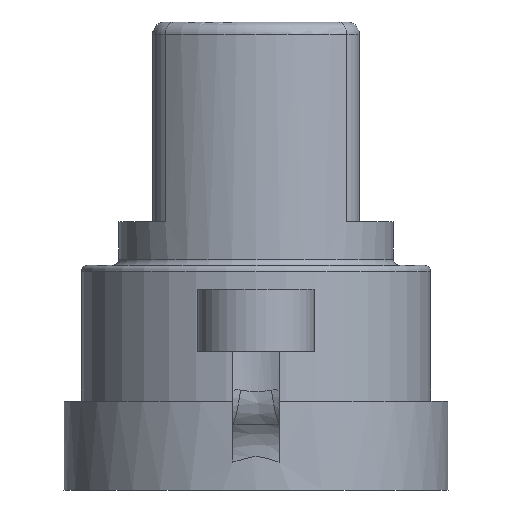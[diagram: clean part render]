
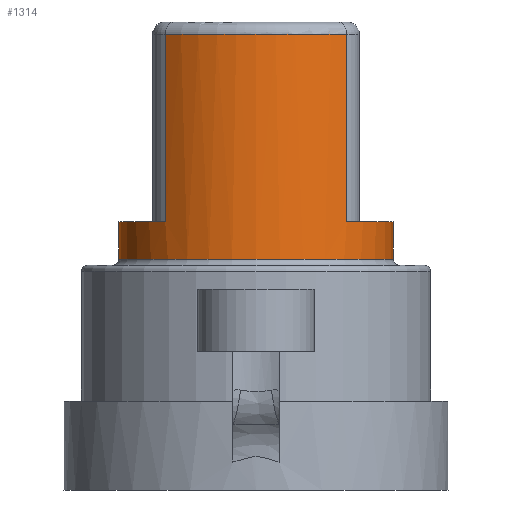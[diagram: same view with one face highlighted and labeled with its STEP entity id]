
A CAD part, left-side view. The second image highlights one B-rep face of the part: STEP entity #1314.
In plain terms, the highlighted cylindrical face has radius 11 mm (diameter 22 mm), a full revolution.
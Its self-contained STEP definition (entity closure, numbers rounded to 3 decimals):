
#102=LINE('',#2005,#186);
#103=LINE('',#2009,#187);
#104=LINE('',#2013,#188);
#105=LINE('',#2016,#189);
#106=LINE('',#2018,#190);
#186=VECTOR('',#1604,10.);
#187=VECTOR('',#1607,10.);
#188=VECTOR('',#1610,10.);
#189=VECTOR('',#1613,10.);
#190=VECTOR('',#1614,11.);
#269=CYLINDRICAL_SURFACE('',#1422,11.);
#298=FACE_OUTER_BOUND('',#380,.T.);
#380=EDGE_LOOP('',(#906,#907,#908,#909,#910,#911,#912,#913,#914,#915,#916,
#917,#918));
#476=CIRCLE('',#1420,11.);
#477=CIRCLE('',#1421,11.);
#478=CIRCLE('',#1423,11.);
#479=CIRCLE('',#1424,11.);
#480=CIRCLE('',#1425,11.);
#481=CIRCLE('',#1426,11.);
#482=CIRCLE('',#1427,11.);
#556=VERTEX_POINT('',#1978);
#563=VERTEX_POINT('',#1994);
#564=VERTEX_POINT('',#2000);
#565=VERTEX_POINT('',#2004);
#566=VERTEX_POINT('',#2006);
#567=VERTEX_POINT('',#2008);
#568=VERTEX_POINT('',#2010);
#569=VERTEX_POINT('',#2012);
#570=VERTEX_POINT('',#2014);
#571=VERTEX_POINT('',#2017);
#572=VERTEX_POINT('',#2019);
#696=EDGE_CURVE('',#556,#564,#476,.T.);
#697=EDGE_CURVE('',#564,#563,#477,.T.);
#698=EDGE_CURVE('',#565,#556,#102,.T.);
#699=EDGE_CURVE('',#566,#565,#478,.T.);
#700=EDGE_CURVE('',#567,#566,#103,.T.);
#701=EDGE_CURVE('',#568,#567,#479,.T.);
#702=EDGE_CURVE('',#569,#568,#104,.T.);
#703=EDGE_CURVE('',#570,#569,#480,.T.);
#704=EDGE_CURVE('',#563,#570,#105,.T.);
#705=EDGE_CURVE('',#564,#571,#106,.T.);
#706=EDGE_CURVE('',#572,#571,#481,.T.);
#707=EDGE_CURVE('',#571,#572,#482,.T.);
#906=ORIENTED_EDGE('',*,*,#696,.F.);
#907=ORIENTED_EDGE('',*,*,#698,.F.);
#908=ORIENTED_EDGE('',*,*,#699,.F.);
#909=ORIENTED_EDGE('',*,*,#700,.F.);
#910=ORIENTED_EDGE('',*,*,#701,.F.);
#911=ORIENTED_EDGE('',*,*,#702,.F.);
#912=ORIENTED_EDGE('',*,*,#703,.F.);
#913=ORIENTED_EDGE('',*,*,#704,.F.);
#914=ORIENTED_EDGE('',*,*,#697,.F.);
#915=ORIENTED_EDGE('',*,*,#705,.T.);
#916=ORIENTED_EDGE('',*,*,#706,.F.);
#917=ORIENTED_EDGE('',*,*,#707,.F.);
#918=ORIENTED_EDGE('',*,*,#705,.F.);
#1314=ADVANCED_FACE('',(#298),#269,.T.);
#1420=AXIS2_PLACEMENT_3D('',#2001,#1598,#1599);
#1421=AXIS2_PLACEMENT_3D('',#2002,#1600,#1601);
#1422=AXIS2_PLACEMENT_3D('',#2003,#1602,#1603);
#1423=AXIS2_PLACEMENT_3D('',#2007,#1605,#1606);
#1424=AXIS2_PLACEMENT_3D('',#2011,#1608,#1609);
#1425=AXIS2_PLACEMENT_3D('',#2015,#1611,#1612);
#1426=AXIS2_PLACEMENT_3D('',#2020,#1615,#1616);
#1427=AXIS2_PLACEMENT_3D('',#2021,#1617,#1618);
#1598=DIRECTION('center_axis',(0.,0.,1.));
#1599=DIRECTION('ref_axis',(-1.,0.,0.));
#1600=DIRECTION('center_axis',(0.,0.,1.));
#1601=DIRECTION('ref_axis',(-1.,0.,0.));
#1602=DIRECTION('center_axis',(0.,0.,1.));
#1603=DIRECTION('ref_axis',(1.,0.,0.));
#1604=DIRECTION('',(0.,0.,1.));
#1605=DIRECTION('center_axis',(0.,0.,1.));
#1606=DIRECTION('ref_axis',(1.,0.,0.));
#1607=DIRECTION('',(0.,0.,-1.));
#1608=DIRECTION('center_axis',(0.,0.,1.));
#1609=DIRECTION('ref_axis',(1.,0.,0.));
#1610=DIRECTION('',(0.,0.,1.));
#1611=DIRECTION('center_axis',(0.,0.,1.));
#1612=DIRECTION('ref_axis',(1.,0.,0.));
#1613=DIRECTION('',(0.,0.,-1.));
#1614=DIRECTION('',(0.,0.,-1.));
#1615=DIRECTION('center_axis',(0.,0.,-1.));
#1616=DIRECTION('ref_axis',(1.,0.,0.));
#1617=DIRECTION('center_axis',(0.,0.,-1.));
#1618=DIRECTION('ref_axis',(1.,0.,0.));
#1978=CARTESIAN_POINT('',(-8.25,7.276,36.5));
#1994=CARTESIAN_POINT('',(-8.25,-7.276,36.5));
#2000=CARTESIAN_POINT('',(-11.,0.,36.5));
#2001=CARTESIAN_POINT('Origin',(0.,0.,36.5));
#2002=CARTESIAN_POINT('Origin',(0.,0.,36.5));
#2003=CARTESIAN_POINT('Origin',(0.,0.,18.));
#2004=CARTESIAN_POINT('',(-8.25,7.276,21.5));
#2005=CARTESIAN_POINT('',(-8.25,7.276,18.));
#2006=CARTESIAN_POINT('',(8.25,7.276,21.5));
#2007=CARTESIAN_POINT('Origin',(0.,0.,21.5));
#2008=CARTESIAN_POINT('',(8.25,7.276,36.5));
#2009=CARTESIAN_POINT('',(8.25,7.276,18.));
#2010=CARTESIAN_POINT('',(8.25,-7.276,36.5));
#2011=CARTESIAN_POINT('Origin',(0.,0.,36.5));
#2012=CARTESIAN_POINT('',(8.25,-7.276,21.5));
#2013=CARTESIAN_POINT('',(8.25,-7.276,18.));
#2014=CARTESIAN_POINT('',(-8.25,-7.276,21.5));
#2015=CARTESIAN_POINT('Origin',(0.,0.,21.5));
#2016=CARTESIAN_POINT('',(-8.25,-7.276,18.));
#2017=CARTESIAN_POINT('',(-11.,0.,18.5));
#2018=CARTESIAN_POINT('',(-11.,0.,18.));
#2019=CARTESIAN_POINT('',(11.,0.,18.5));
#2020=CARTESIAN_POINT('Origin',(0.,0.,18.5));
#2021=CARTESIAN_POINT('Origin',(0.,0.,18.5));
